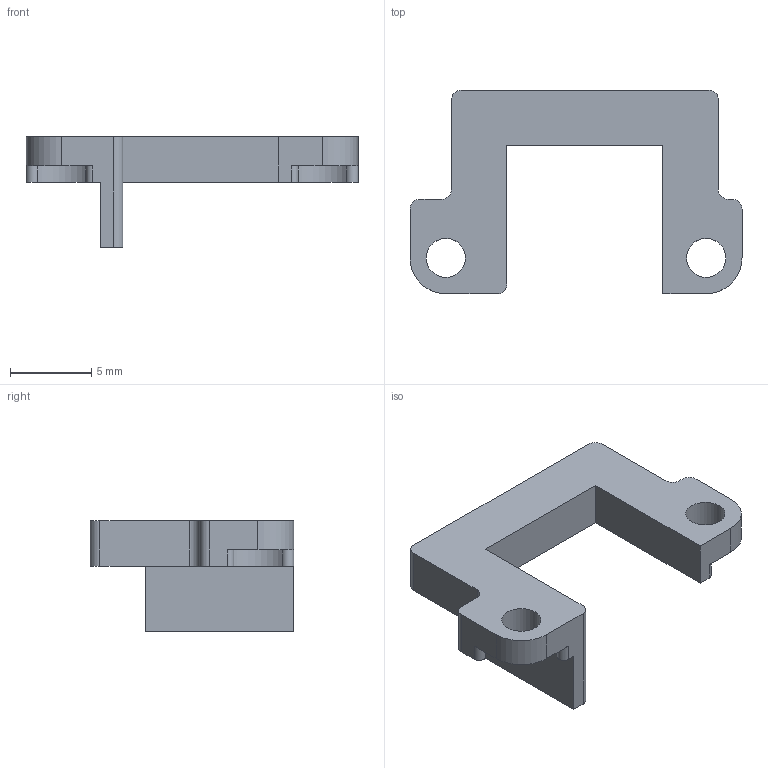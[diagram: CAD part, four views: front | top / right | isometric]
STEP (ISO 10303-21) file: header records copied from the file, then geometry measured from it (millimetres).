
FILE_DESCRIPTION(/* description */ (''),/* implementation_level */ '2;1');
FILE_NAME(/* name */ 'super-dmg-jack-spacer.stp.step',/* time_stamp */ '2023-01-16T15:28:04+01:00',/* author */ (''),/* organization */ (''),/* preprocessor_version */ 'ST-DEVELOPER v19.2',/* originating_system */ 'Autodesk Translation Framework v11.17.0.187',/* authorisation */ '');
FILE_SCHEMA (('AUTOMOTIVE_DESIGN { 1 0 10303 214 3 1 1 }'));
Length unit declared in the file: millimetre
Products named in the file (1): jack_adapter
Bounding box: 20.37 x 12.5 x 6.8 mm (x, y, z)
Volume: 390.4 mm3; surface area: 596.6 mm2
Topology: 1 solids, 1 shells, 36 faces, 101 edges, 67 vertices
Faces by surface type: plane 19, cylinder 17
Full cylindrical faces by diameter (mm): 2.4 x2
Entity records: 1212 total; most frequent: DIRECTION 209, CARTESIAN_POINT 205, ORIENTED_EDGE 202, EDGE_CURVE 101, AXIS2_PLACEMENT_3D 71, LINE 67, VECTOR 67, VERTEX_POINT 67
